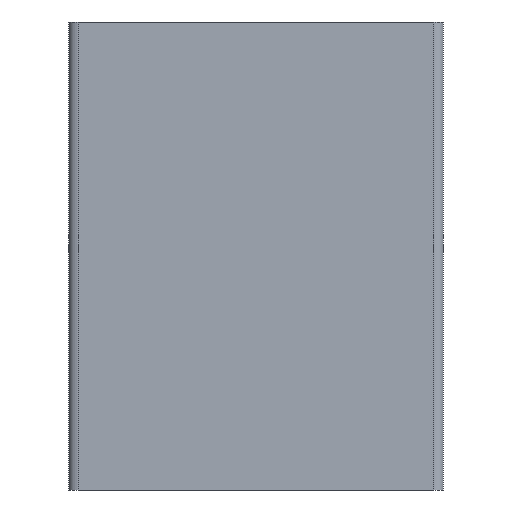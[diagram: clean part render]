
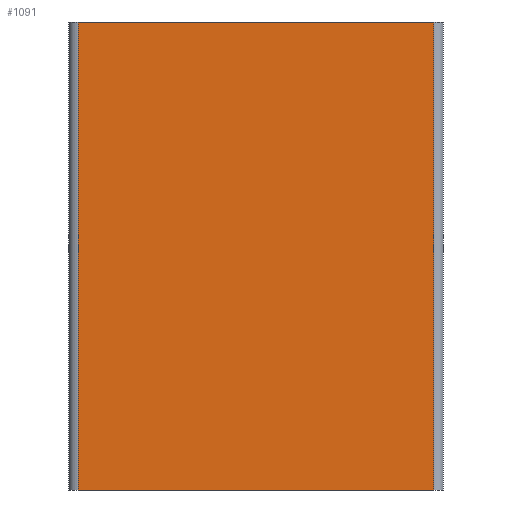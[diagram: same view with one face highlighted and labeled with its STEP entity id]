
A CAD part, front view. The second image highlights one B-rep face of the part: STEP entity #1091.
In plain terms, the highlighted planar face has unit normal (0, -1, 0).
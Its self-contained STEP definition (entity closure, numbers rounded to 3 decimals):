
#107=FACE_OUTER_BOUND('',#165,.T.);
#165=EDGE_LOOP('',(#729,#730,#731,#732));
#231=LINE('',#1609,#341);
#232=LINE('',#1611,#342);
#233=LINE('',#1613,#343);
#234=LINE('',#1614,#344);
#341=VECTOR('',#1269,76.);
#342=VECTOR('',#1270,100.);
#343=VECTOR('',#1271,76.);
#344=VECTOR('',#1272,100.);
#451=VERTEX_POINT('',#1607);
#452=VERTEX_POINT('',#1608);
#453=VERTEX_POINT('',#1610);
#454=VERTEX_POINT('',#1612);
#563=EDGE_CURVE('',#451,#452,#231,.T.);
#564=EDGE_CURVE('',#452,#453,#232,.T.);
#565=EDGE_CURVE('',#454,#453,#233,.T.);
#566=EDGE_CURVE('',#451,#454,#234,.T.);
#729=ORIENTED_EDGE('',*,*,#563,.T.);
#730=ORIENTED_EDGE('',*,*,#564,.T.);
#731=ORIENTED_EDGE('',*,*,#565,.F.);
#732=ORIENTED_EDGE('',*,*,#566,.F.);
#1061=PLANE('',#1151);
#1091=ADVANCED_FACE('',(#107),#1061,.T.);
#1151=AXIS2_PLACEMENT_3D('',#1606,#1267,#1268);
#1267=DIRECTION('center_axis',(0.,-1.,0.));
#1268=DIRECTION('ref_axis',(0.,0.,-1.));
#1269=DIRECTION('',(1.,0.,0.));
#1270=DIRECTION('',(0.,0.,1.));
#1271=DIRECTION('',(1.,0.,0.));
#1272=DIRECTION('',(0.,0.,1.));
#1606=CARTESIAN_POINT('Origin',(-38.,0.,0.));
#1607=CARTESIAN_POINT('',(-38.,0.,0.));
#1608=CARTESIAN_POINT('',(38.,0.,0.));
#1609=CARTESIAN_POINT('',(-38.,0.,0.));
#1610=CARTESIAN_POINT('',(38.,0.,100.));
#1611=CARTESIAN_POINT('',(38.,0.,0.));
#1612=CARTESIAN_POINT('',(-38.,0.,100.));
#1613=CARTESIAN_POINT('',(-38.,0.,100.));
#1614=CARTESIAN_POINT('',(-38.,0.,0.));
